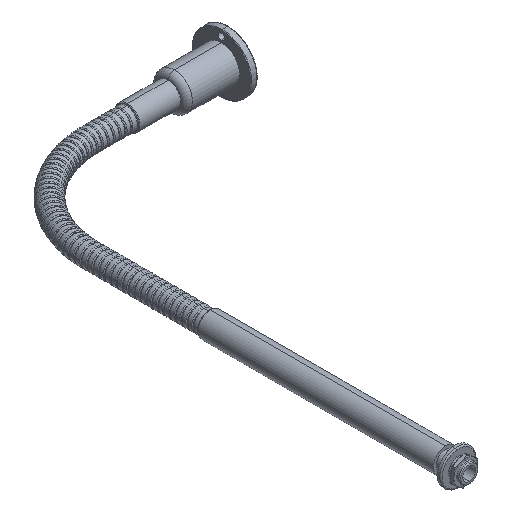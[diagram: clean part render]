
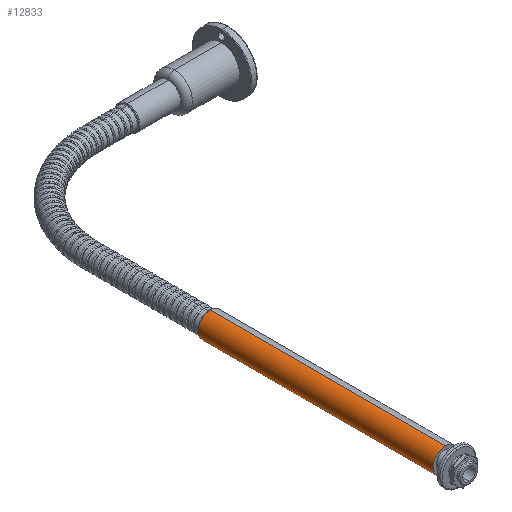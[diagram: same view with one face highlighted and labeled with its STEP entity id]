
A CAD part, isometric view. The second image highlights one B-rep face of the part: STEP entity #12833.
In plain terms, the highlighted cylindrical face has radius 10.5 mm (diameter 21 mm), a partial arc.
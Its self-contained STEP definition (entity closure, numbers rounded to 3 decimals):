
#796 = CARTESIAN_POINT ( 'NONE',  ( 0., 0., 0. ) ) ;
#800 = CARTESIAN_POINT ( 'NONE',  ( 0., 20., 10.5 ) ) ;
#997 = VERTEX_POINT ( 'NONE', #4496 ) ;
#1031 = CARTESIAN_POINT ( 'NONE',  ( 0., 0., 10.5 ) ) ;
#1234 = FACE_OUTER_BOUND ( 'NONE', #15424, .T. ) ;
#1649 = CYLINDRICAL_SURFACE ( 'NONE', #3923, 10.5 ) ;
#2002 = ORIENTED_EDGE ( 'NONE', *, *, #3956, .T. ) ;
#2187 = CARTESIAN_POINT ( 'NONE',  ( 0., 219.5, 10.5 ) ) ;
#2755 = DIRECTION ( 'NONE',  ( 0., -1., 0. ) ) ;
#3489 = ORIENTED_EDGE ( 'NONE', *, *, #16033, .T. ) ;
#3634 = ORIENTED_EDGE ( 'NONE', *, *, #14346, .F. ) ;
#3923 = AXIS2_PLACEMENT_3D ( 'NONE', #796, #12740, #14249 ) ;
#3956 = EDGE_CURVE ( 'NONE', #8880, #997, #17369, .T. ) ;
#4325 = VERTEX_POINT ( 'NONE', #800 ) ;
#4448 = EDGE_CURVE ( 'NONE', #4325, #10922, #15430, .T. ) ;
#4496 = CARTESIAN_POINT ( 'NONE',  ( 0., 219.5, -10.5 ) ) ;
#5272 = DIRECTION ( 'NONE',  ( 0., -1., 0. ) ) ;
#5393 = DIRECTION ( 'NONE',  ( 0., 0., -1. ) ) ;
#7018 = LINE ( 'NONE', #16199, #15106 ) ;
#7454 = AXIS2_PLACEMENT_3D ( 'NONE', #12354, #2755, #5393 ) ;
#7480 = ORIENTED_EDGE ( 'NONE', *, *, #4448, .F. ) ;
#7574 = CARTESIAN_POINT ( 'NONE',  ( 0., 20., -10.5 ) ) ;
#7907 = AXIS2_PLACEMENT_3D ( 'NONE', #12009, #5272, #10417 ) ;
#7996 = DIRECTION ( 'NONE',  ( 0., -1., 0. ) ) ;
#8880 = VERTEX_POINT ( 'NONE', #2187 ) ;
#10417 = DIRECTION ( 'NONE',  ( 0., 0., 1. ) ) ;
#10465 = VECTOR ( 'NONE', #7996, 1000. ) ;
#10922 = VERTEX_POINT ( 'NONE', #7574 ) ;
#11511 = LINE ( 'NONE', #1031, #10465 ) ;
#12009 = CARTESIAN_POINT ( 'NONE',  ( 0., 219.5, 0. ) ) ;
#12354 = CARTESIAN_POINT ( 'NONE',  ( 0., 20., 0. ) ) ;
#12740 = DIRECTION ( 'NONE',  ( 0., -1., 0. ) ) ;
#12833 = ADVANCED_FACE ( 'NONE', ( #1234 ), #1649, .T. ) ;
#13508 = DIRECTION ( 'NONE',  ( 0., -1., 0. ) ) ;
#14249 = DIRECTION ( 'NONE',  ( 0., 0., -1. ) ) ;
#14346 = EDGE_CURVE ( 'NONE', #8880, #4325, #11511, .T. ) ;
#15106 = VECTOR ( 'NONE', #13508, 1000. ) ;
#15424 = EDGE_LOOP ( 'NONE', ( #3634, #2002, #3489, #7480 ) ) ;
#15430 = CIRCLE ( 'NONE', #7454, 10.5 ) ;
#16033 = EDGE_CURVE ( 'NONE', #997, #10922, #7018, .T. ) ;
#16199 = CARTESIAN_POINT ( 'NONE',  ( 0., 0., -10.5 ) ) ;
#17369 = CIRCLE ( 'NONE', #7907, 10.5 ) ;
